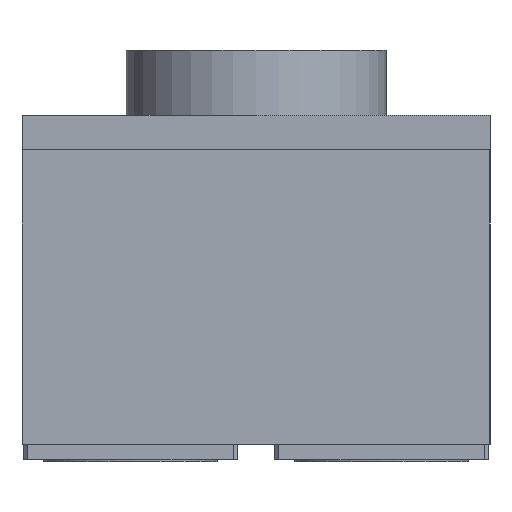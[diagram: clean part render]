
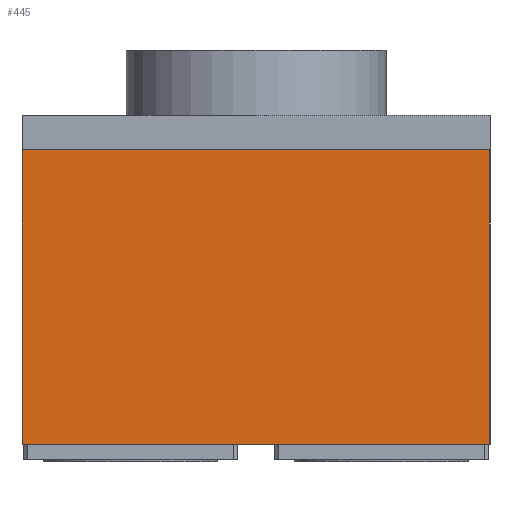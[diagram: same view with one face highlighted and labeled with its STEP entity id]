
A CAD part, left-side view. The second image highlights one B-rep face of the part: STEP entity #445.
In plain terms, the highlighted planar face has unit normal (-1, 0, 0).
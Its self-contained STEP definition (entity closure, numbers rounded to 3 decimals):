
#51=FACE_OUTER_BOUND('',#644,.T.);
#106=PLANE('',#1551);
#186=LINE('',#2532,#318);
#194=LINE('',#2549,#326);
#217=LINE('',#2594,#349);
#218=LINE('',#2596,#350);
#318=VECTOR('',#1706,1.);
#326=VECTOR('',#1716,1.);
#349=VECTOR('',#1753,1.);
#350=VECTOR('',#1756,1.);
#445=ADVANCED_FACE('',(#51),#106,.T.);
#644=EDGE_LOOP('',(#864,#865,#866,#867));
#864=ORIENTED_EDGE('',*,*,#1307,.F.);
#865=ORIENTED_EDGE('',*,*,#1331,.F.);
#866=ORIENTED_EDGE('',*,*,#1299,.T.);
#867=ORIENTED_EDGE('',*,*,#1330,.T.);
#1149=VERTEX_POINT('',#2531);
#1150=VERTEX_POINT('',#2533);
#1157=VERTEX_POINT('',#2548);
#1158=VERTEX_POINT('',#2550);
#1299=EDGE_CURVE('',#1150,#1149,#186,.T.);
#1307=EDGE_CURVE('',#1157,#1158,#194,.T.);
#1330=EDGE_CURVE('',#1149,#1158,#217,.T.);
#1331=EDGE_CURVE('',#1150,#1157,#218,.T.);
#1551=AXIS2_PLACEMENT_3D('',#2597,#1757,#1758);
#1706=DIRECTION('',(0.,0.,1.));
#1716=DIRECTION('',(0.,0.,1.));
#1753=DIRECTION('',(0.,1.,0.));
#1756=DIRECTION('',(0.,1.,0.));
#1757=DIRECTION('',(-1.,0.,0.));
#1758=DIRECTION('',(0.,0.,1.));
#2531=CARTESIAN_POINT('',(-106.,-54.,-8.));
#2532=CARTESIAN_POINT('',(-106.,-54.,-76.));
#2533=CARTESIAN_POINT('',(-106.,-54.,-76.));
#2548=CARTESIAN_POINT('',(-106.,54.,-76.));
#2549=CARTESIAN_POINT('',(-106.,54.,-76.));
#2550=CARTESIAN_POINT('',(-106.,54.,-8.));
#2594=CARTESIAN_POINT('',(-106.,-54.,-8.));
#2596=CARTESIAN_POINT('',(-106.,-54.,-76.));
#2597=CARTESIAN_POINT('',(-106.,-54.,-76.));
